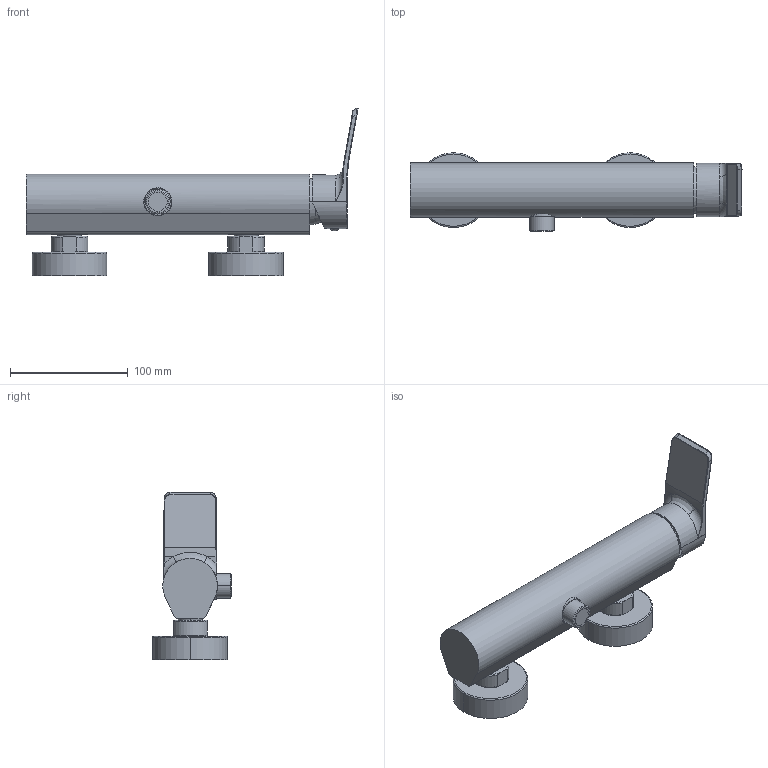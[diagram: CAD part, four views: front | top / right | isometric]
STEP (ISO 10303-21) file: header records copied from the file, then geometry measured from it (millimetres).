
FILE_DESCRIPTION((''),'2;1');
FILE_NAME('TI168CR','2021-11-09T08:14:39',('ut3'),('PAFFONI SpA'),'CREO PARAMETRIC BY PTC INC, 2020044','CREO PARAMETRIC BY PTC INC, 2020044','');
FILE_SCHEMA(('CONFIG_CONTROL_DESIGN','SHAPE_APPEARANCE_LAYERS_GROUPS'));
Length unit declared in the file: millimetre
Products named in the file (1): TI168CR
Bounding box: 282.05 x 66.7 x 142.58 mm (x, y, z)
Volume: 353305.3 mm3; surface area: 130296.7 mm2
Topology: 2 solids, 2 shells, 469 faces, 1097 edges, 656 vertices
Faces by surface type: cylinder 165, plane 152, bspline 51, torus 50, cone 35, sphere 16
Entity records: 22134 total; most frequent: CARTESIAN_POINT 8396, ORIENTED_EDGE 2190, DIRECTION 2148, EDGE_CURVE 1095, AXIS2_PLACEMENT_3D 841, VERTEX_POINT 656, EDGE_LOOP 507, FACE_OUTER_BOUND 469
